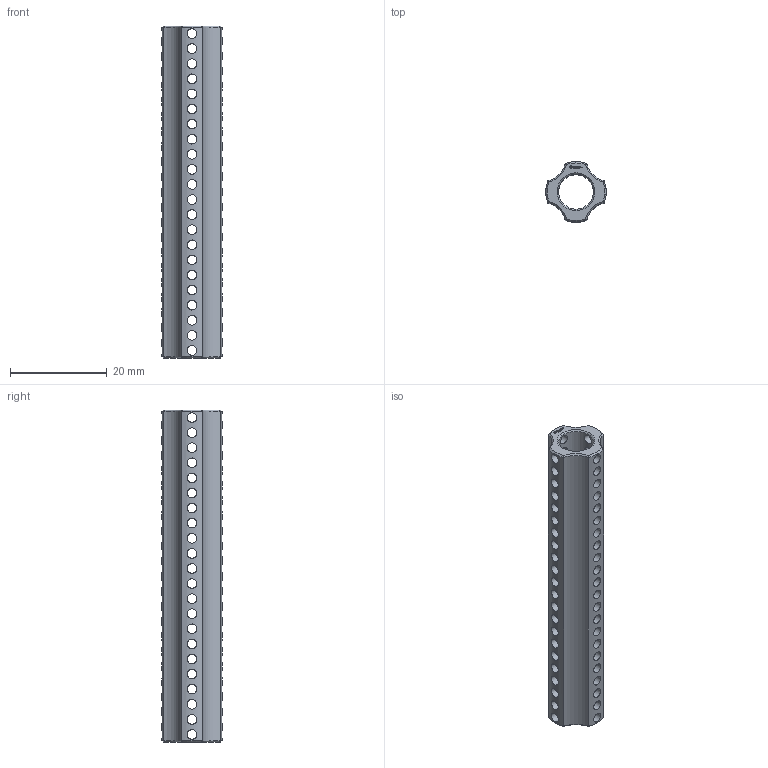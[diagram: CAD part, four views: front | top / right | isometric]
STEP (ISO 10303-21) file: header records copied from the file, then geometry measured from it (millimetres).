
FILE_DESCRIPTION(('FreeCAD Model'),'2;1');
FILE_NAME('Open CASCADE Shape Model','2024-02-18T17:26:25',(''),(''), 'Open CASCADE STEP processor 7.6','FreeCAD','Unknown');
FILE_SCHEMA(('AUTOMOTIVE_DESIGN { 1 0 10303 214 1 1 1 1 }'));
Length unit declared in the file: millimetre
Products named in the file (1): Power-Transmission Hub PLN IDX FRE BU05.50 - SPN-PTH-0121 
(stemfie.org)
Bounding box: 12.5 x 12.5 x 68.75 mm (x, y, z)
Volume: 3709.4 mm3; surface area: 5316.1 mm2
Topology: 1 solids, 1 shells, 549 faces, 1643 edges, 1104 vertices
Faces by surface type: plane 322, extrusion 112, cylinder 97, cone 18
Full cylindrical faces by diameter (mm): 2 x88, 7.2 x1
Entity records: 64999 total; most frequent: CARTESIAN_POINT 34212, DIRECTION 4697, VECTOR 3699, LINE 3587, ORIENTED_EDGE 3286, PCURVE 3286, DEFINITIONAL_REPRESENTATION 3286, EDGE_CURVE 1643
